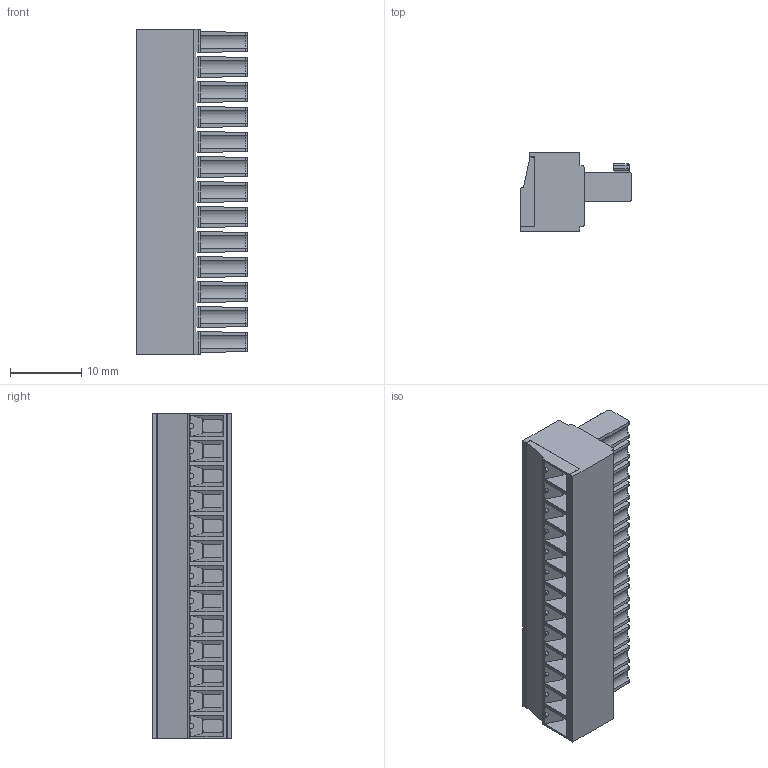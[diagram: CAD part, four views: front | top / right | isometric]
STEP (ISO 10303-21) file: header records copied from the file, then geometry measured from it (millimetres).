
FILE_DESCRIPTION(('STEP AP214'),'1');
FILE_NAME('SH07-7.stp','2018-11-19T09:02:46',(' '),(' '),'Spatial InterOp 3D',' ',' ');
FILE_SCHEMA(('AUTOMOTIVE_DESIGN { 1 0 10303 214 1 1 1 1 }'));
Length unit declared in the file: metre
Products named in the file (1): 1
Bounding box: 15.5 x 11.1 x 45.5 mm (x, y, z)
Volume: 4170 mm3; surface area: 5130.2 mm2
Topology: 1 solids, 1 shells, 997 faces, 2647 edges, 1689 vertices
Faces by surface type: plane 673, cylinder 232, cone 39, torus 27, sphere 26
Full cylindrical faces by diameter (mm): 1.2 x13, 1.8 x6, 2.8 x13, 3 x13
Entity records: 37945 total; most frequent: CARTESIAN_POINT 5703, ORIENTED_EDGE 4978, DIRECTION 4939, EDGE_CURVE 2489, LINE 1867, VECTOR 1867, VERTEX_POINT 1641, AXIS2_PLACEMENT_3D 1536
